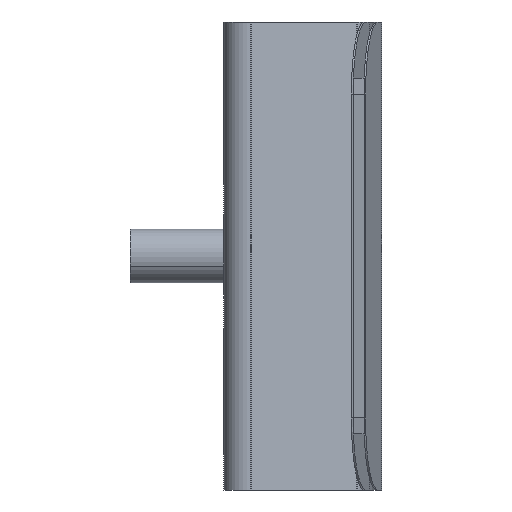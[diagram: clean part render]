
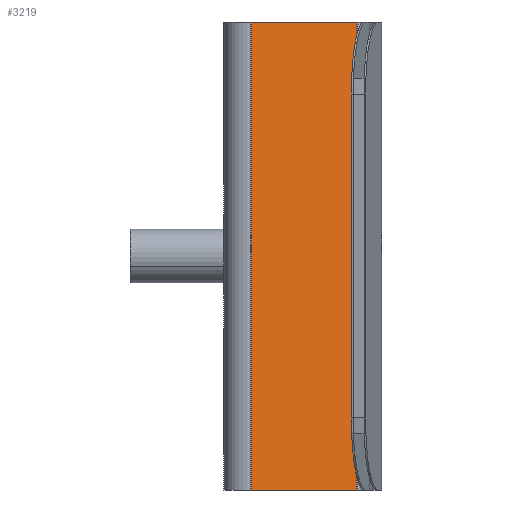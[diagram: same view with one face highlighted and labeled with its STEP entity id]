
A CAD part, front view. The second image highlights one B-rep face of the part: STEP entity #3219.
In plain terms, the highlighted planar face has unit normal (0.174, -0.985, 0).
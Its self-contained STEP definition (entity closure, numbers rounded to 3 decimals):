
#102 = CARTESIAN_POINT ( 'NONE',  ( 0.726, -0.684, 26. ) ) ;
#165 = DIRECTION ( 'NONE',  ( -0.985, -0.174, 0. ) ) ;
#347 = CARTESIAN_POINT ( 'NONE',  ( 0.726, -0.684, 0. ) ) ;
#758 = VECTOR ( 'NONE', #5403, 1000. ) ;
#1127 = EDGE_CURVE ( 'NONE', #2306, #1884, #4711, .T. ) ;
#1137 = EDGE_CURVE ( 'NONE', #3041, #5681, #3521, .T. ) ;
#1452 = EDGE_CURVE ( 'NONE', #1884, #5681, #2342, .T. ) ;
#1469 = EDGE_LOOP ( 'NONE', ( #2847, #4876, #3782, #4438 ) ) ;
#1625 = FACE_OUTER_BOUND ( 'NONE', #1469, .T. ) ;
#1884 = VERTEX_POINT ( 'NONE', #3846 ) ;
#1922 = CARTESIAN_POINT ( 'NONE',  ( 0.726, -0.684, 26. ) ) ;
#2141 = EDGE_CURVE ( 'NONE', #2306, #3041, #5317, .T. ) ;
#2306 = VERTEX_POINT ( 'NONE', #4672 ) ;
#2329 = DIRECTION ( 'NONE',  ( 0.174, -0.985, 0. ) ) ;
#2342 = LINE ( 'NONE', #3054, #4976 ) ;
#2537 = VECTOR ( 'NONE', #4037, 1000. ) ;
#2594 = DIRECTION ( 'NONE',  ( 0., 0., -1. ) ) ;
#2706 = CARTESIAN_POINT ( 'NONE',  ( 6.611, 0.353, 26. ) ) ;
#2847 = ORIENTED_EDGE ( 'NONE', *, *, #1137, .F. ) ;
#3041 = VERTEX_POINT ( 'NONE', #4770 ) ;
#3054 = CARTESIAN_POINT ( 'NONE',  ( 0.726, -0.684, 26. ) ) ;
#3185 = DIRECTION ( 'NONE',  ( 0.985, 0.174, 0. ) ) ;
#3219 = ADVANCED_FACE ( 'NONE', ( #1625 ), #5037, .T. ) ;
#3521 = LINE ( 'NONE', #4616, #3937 ) ;
#3782 = ORIENTED_EDGE ( 'NONE', *, *, #1127, .T. ) ;
#3846 = CARTESIAN_POINT ( 'NONE',  ( 0.726, -0.684, 26. ) ) ;
#3937 = VECTOR ( 'NONE', #165, 1000. ) ;
#3941 = AXIS2_PLACEMENT_3D ( 'NONE', #102, #2329, #3185 ) ;
#4037 = DIRECTION ( 'NONE',  ( 0., 0., -1. ) ) ;
#4438 = ORIENTED_EDGE ( 'NONE', *, *, #1452, .T. ) ;
#4616 = CARTESIAN_POINT ( 'NONE',  ( 0.726, -0.684, 0. ) ) ;
#4672 = CARTESIAN_POINT ( 'NONE',  ( 6.611, 0.353, 26. ) ) ;
#4711 = LINE ( 'NONE', #1922, #758 ) ;
#4770 = CARTESIAN_POINT ( 'NONE',  ( 6.611, 0.353, 0. ) ) ;
#4876 = ORIENTED_EDGE ( 'NONE', *, *, #2141, .F. ) ;
#4976 = VECTOR ( 'NONE', #2594, 1000. ) ;
#5037 = PLANE ( 'NONE',  #3941 ) ;
#5317 = LINE ( 'NONE', #2706, #2537 ) ;
#5403 = DIRECTION ( 'NONE',  ( -0.985, -0.174, 0. ) ) ;
#5681 = VERTEX_POINT ( 'NONE', #347 ) ;
